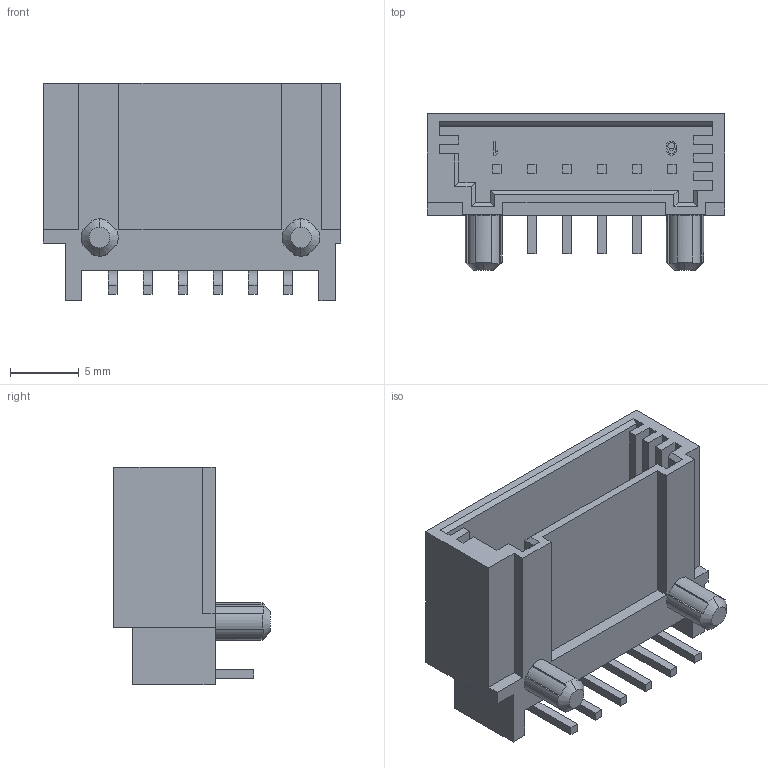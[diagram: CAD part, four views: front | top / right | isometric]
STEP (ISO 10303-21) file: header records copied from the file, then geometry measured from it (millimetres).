
FILE_DESCRIPTION((''),'2;1');
FILE_NAME('C-936287-2','2014-06-16T',('workeradm'),('Tyco Electronics Ltd.'),'PRO/ENGINEER BY PARAMETRIC TECHNOLOGY CORPORATION, 2013050','PRO/ENGINEER BY PARAMETRIC TECHNOLOGY CORPORATION, 2013050','');
FILE_SCHEMA(('AUTOMOTIVE_DESIGN { 1 0 10303 214 1 1 1 1 }'));
Length unit declared in the file: millimetre
Products named in the file (1): C-936287-2
Bounding box: 21.6 x 11.35 x 15.8 mm (x, y, z)
Volume: 1075.4 mm3; surface area: 2117.9 mm2
Topology: 1 solids, 1 shells, 253 faces, 691 edges, 458 vertices
Faces by surface type: plane 221, cylinder 28, cone 4
Entity records: 8077 total; most frequent: CARTESIAN_POINT 1452, ORIENTED_EDGE 1382, DIRECTION 1245, EDGE_CURVE 691, VECTOR 611, LINE 611, VERTEX_POINT 458, AXIS2_PLACEMENT_3D 317
